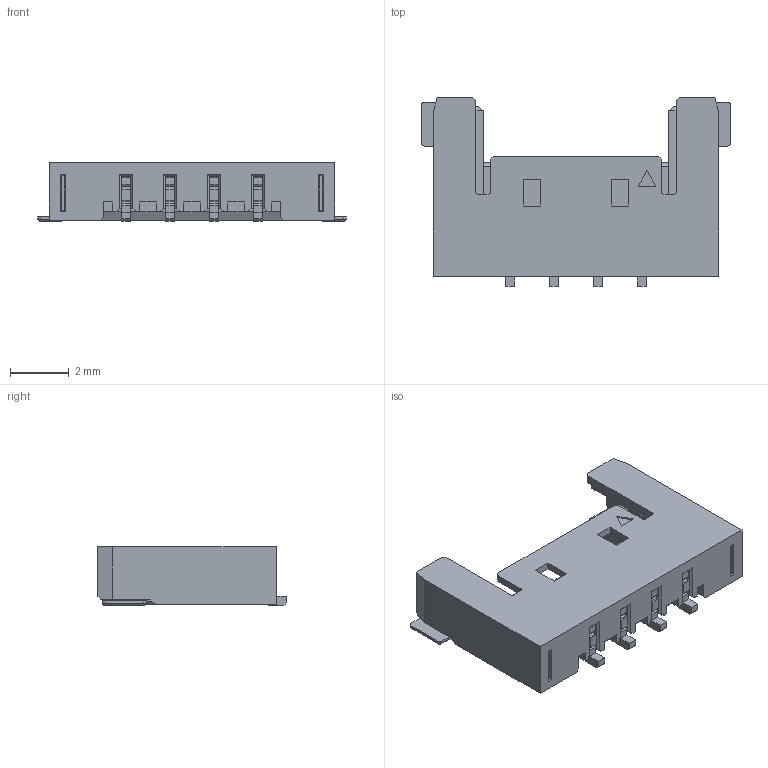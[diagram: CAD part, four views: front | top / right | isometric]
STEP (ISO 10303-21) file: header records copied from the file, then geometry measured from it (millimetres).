
FILE_DESCRIPTION((''),'2;1');
FILE_NAME('5040500491','2014-09-23T',('me'),(''),'PRO/ENGINEER BY PARAMETRIC TECHNOLOGY CORPORATION, 2011490','PRO/ENGINEER BY PARAMETRIC TECHNOLOGY CORPORATION, 2011490','');
FILE_SCHEMA(('CONFIG_CONTROL_DESIGN'));
Length unit declared in the file: millimetre
Products named in the file (1): 5040500491
Bounding box: 10.55 x 6.44 x 2 mm (x, y, z)
Volume: 55.3 mm3; surface area: 296.6 mm2
Topology: 1 solids, 1 shells, 459 faces, 1302 edges, 836 vertices
Faces by surface type: plane 371, cylinder 76, sphere 8, cone 4
Entity records: 14672 total; most frequent: CARTESIAN_POINT 2655, ORIENTED_EDGE 2572, DIRECTION 2354, EDGE_CURVE 1286, VECTOR 1138, LINE 1138, VERTEX_POINT 820, AXIS2_PLACEMENT_3D 608
